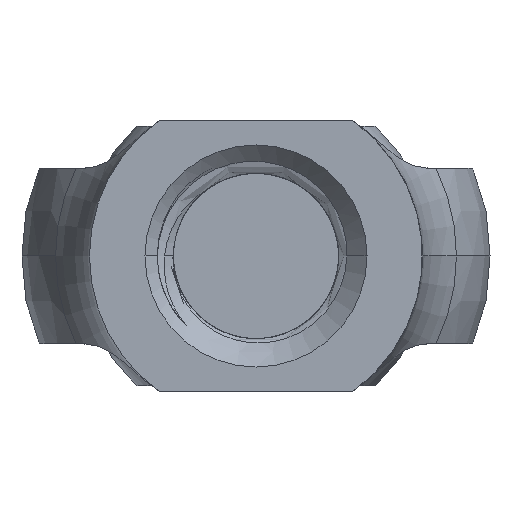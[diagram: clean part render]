
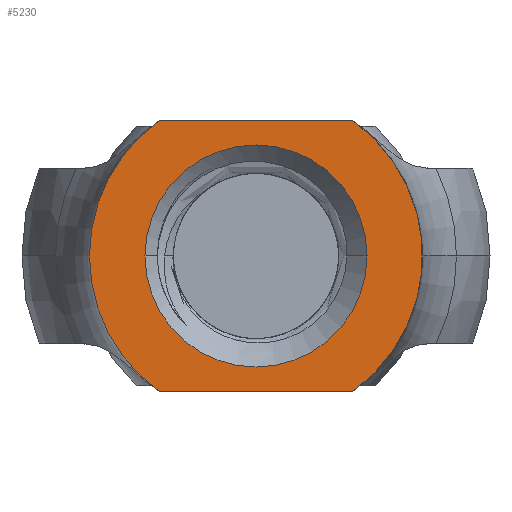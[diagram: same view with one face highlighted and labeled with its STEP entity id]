
A CAD part, front view. The second image highlights one B-rep face of the part: STEP entity #5230.
In plain terms, the highlighted planar face has unit normal (0, -1, 0).
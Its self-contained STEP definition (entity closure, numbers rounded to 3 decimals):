
#184 = DIRECTION ( 'NONE',  ( -1., 0., 0. ) ) ;
#185 = CARTESIAN_POINT ( 'NONE',  ( 0., -33., 0. ) ) ;
#186 = DIRECTION ( 'NONE',  ( 0., 1., 0. ) ) ;
#343 = DIRECTION ( 'NONE',  ( 1., 0., 0. ) ) ;
#351 = CARTESIAN_POINT ( 'NONE',  ( -11., -33., -11. ) ) ;
#382 = DIRECTION ( 'NONE',  ( -1., 0., 0. ) ) ;
#385 = CARTESIAN_POINT ( 'NONE',  ( -11., -33., 11. ) ) ;
#1899 = DIRECTION ( 'NONE',  ( -1., 0., 0. ) ) ;
#1900 = DIRECTION ( 'NONE',  ( 0., 1., 0. ) ) ;
#1901 = CARTESIAN_POINT ( 'NONE',  ( 0., -33., 0. ) ) ;
#4665 = VERTEX_POINT ( 'NONE', #4934 ) ;
#4666 = VERTEX_POINT ( 'NONE', #4935 ) ;
#4669 = VERTEX_POINT ( 'NONE', #5121 ) ;
#4677 = VERTEX_POINT ( 'NONE', #5081 ) ;
#4681 = VERTEX_POINT ( 'NONE', #5053 ) ;
#4686 = VERTEX_POINT ( 'NONE', #5067 ) ;
#4712 = VERTEX_POINT ( 'NONE', #5183 ) ;
#4934 = CARTESIAN_POINT ( 'NONE',  ( 9., -33., 0. ) ) ;
#4935 = CARTESIAN_POINT ( 'NONE',  ( 7.826, -33., 11. ) ) ;
#5053 = CARTESIAN_POINT ( 'NONE',  ( -7.826, -33., -11. ) ) ;
#5067 = CARTESIAN_POINT ( 'NONE',  ( -7.826, -33., 11. ) ) ;
#5081 = CARTESIAN_POINT ( 'NONE',  ( -13.5, -33., 0. ) ) ;
#5121 = CARTESIAN_POINT ( 'NONE',  ( -9., -33., 0. ) ) ;
#5183 = CARTESIAN_POINT ( 'NONE',  ( 7.826, -33., -11. ) ) ;
#5230 = ADVANCED_FACE ( 'NONE', ( #12718, #13184 ), #12143, .F. ) ;
#5417 = DIRECTION ( 'NONE',  ( -1., 0., 0. ) ) ;
#5432 = DIRECTION ( 'NONE',  ( 0., 1., 0. ) ) ;
#5436 = CARTESIAN_POINT ( 'NONE',  ( 0., -33., 0. ) ) ;
#6223 = DIRECTION ( 'NONE',  ( -1., 0., 0. ) ) ;
#6224 = DIRECTION ( 'NONE',  ( 0., 1., 0. ) ) ;
#6225 = CARTESIAN_POINT ( 'NONE',  ( 0., -33., 0. ) ) ;
#6253 = DIRECTION ( 'NONE',  ( -1., 0., 0. ) ) ;
#6254 = DIRECTION ( 'NONE',  ( 0., 1., 0. ) ) ;
#6255 = CARTESIAN_POINT ( 'NONE',  ( 0., -33., 0. ) ) ;
#9181 = AXIS2_PLACEMENT_3D ( 'NONE', #12141, #12139, #12137 ) ;
#9234 = EDGE_CURVE ( 'NONE', #4669, #4665, #12819, .T. ) ;
#9240 = EDGE_CURVE ( 'NONE', #4677, #4686, #13164, .T. ) ;
#9262 = EDGE_CURVE ( 'NONE', #4681, #4677, #13371, .T. ) ;
#9292 = EDGE_CURVE ( 'NONE', #4681, #4712, #12181, .T. ) ;
#9324 = EDGE_CURVE ( 'NONE', #4666, #4686, #13223, .T. ) ;
#9325 = EDGE_CURVE ( 'NONE', #4665, #4669, #11871, .T. ) ;
#9334 = AXIS2_PLACEMENT_3D ( 'NONE', #1901, #1900, #1899 ) ;
#9339 = AXIS2_PLACEMENT_3D ( 'NONE', #185, #186, #184 ) ;
#9344 = AXIS2_PLACEMENT_3D ( 'NONE', #6255, #6254, #6253 ) ;
#9385 = AXIS2_PLACEMENT_3D ( 'NONE', #5436, #5432, #5417 ) ;
#9391 = AXIS2_PLACEMENT_3D ( 'NONE', #6225, #6224, #6223 ) ;
#9418 = EDGE_CURVE ( 'NONE', #4666, #4712, #13245, .T. ) ;
#11871 = CIRCLE ( 'NONE', #9339, 9. ) ;
#11991 = VECTOR ( 'NONE', #343, 1000. ) ;
#12037 = ORIENTED_EDGE ( 'NONE', *, *, #9240, .F. ) ;
#12042 = ORIENTED_EDGE ( 'NONE', *, *, #9325, .T. ) ;
#12062 = EDGE_LOOP ( 'NONE', ( #13159, #13038, #12201, #12037, #12919 ) ) ;
#12137 = DIRECTION ( 'NONE',  ( -1., 0., 0. ) ) ;
#12139 = DIRECTION ( 'NONE',  ( 0., 1., 0. ) ) ;
#12141 = CARTESIAN_POINT ( 'NONE',  ( 13.5, -33., 0. ) ) ;
#12143 = PLANE ( 'NONE',  #9181 ) ;
#12181 = LINE ( 'NONE', #351, #11991 ) ;
#12201 = ORIENTED_EDGE ( 'NONE', *, *, #9324, .T. ) ;
#12570 = ORIENTED_EDGE ( 'NONE', *, *, #9234, .T. ) ;
#12718 = FACE_BOUND ( 'NONE', #13217, .T. ) ;
#12819 = CIRCLE ( 'NONE', #9344, 9. ) ;
#12828 = VECTOR ( 'NONE', #382, 1000. ) ;
#12919 = ORIENTED_EDGE ( 'NONE', *, *, #9262, .F. ) ;
#13038 = ORIENTED_EDGE ( 'NONE', *, *, #9418, .F. ) ;
#13159 = ORIENTED_EDGE ( 'NONE', *, *, #9292, .T. ) ;
#13164 = CIRCLE ( 'NONE', #9391, 13.5 ) ;
#13184 = FACE_OUTER_BOUND ( 'NONE', #12062, .T. ) ;
#13217 = EDGE_LOOP ( 'NONE', ( #12042, #12570 ) ) ;
#13223 = LINE ( 'NONE', #385, #12828 ) ;
#13245 = CIRCLE ( 'NONE', #9334, 13.5 ) ;
#13371 = CIRCLE ( 'NONE', #9385, 13.5 ) ;
